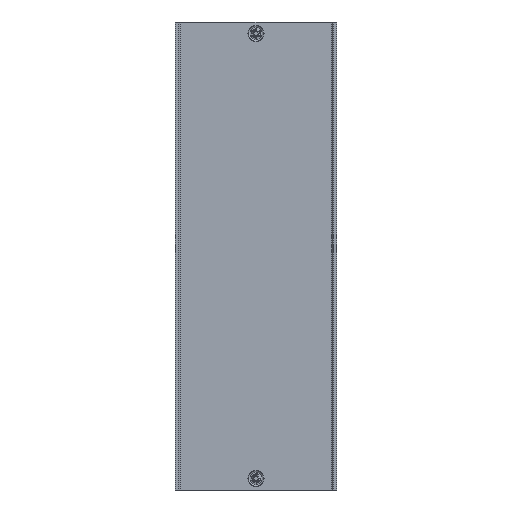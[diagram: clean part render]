
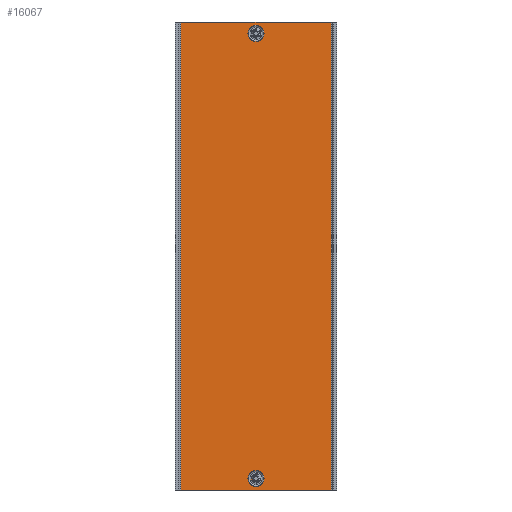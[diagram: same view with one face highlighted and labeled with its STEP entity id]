
A CAD part, front view. The second image highlights one B-rep face of the part: STEP entity #16067.
In plain terms, the highlighted planar face has unit normal (0, -1, 0).
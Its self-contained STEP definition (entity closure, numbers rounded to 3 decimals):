
#4023=DIRECTION('',(0.,0.,-1.));
#4024=VECTOR('',#4023,240.5);
#4025=CARTESIAN_POINT('',(-38.6,-2.3,120.25));
#4026=LINE('',#4025,#4024);
#4027=DIRECTION('',(1.,0.,0.));
#4028=VECTOR('',#4027,77.2);
#4029=CARTESIAN_POINT('',(-38.6,-2.3,120.25));
#4030=LINE('',#4029,#4028);
#4031=DIRECTION('',(0.,0.,1.));
#4032=VECTOR('',#4031,240.5);
#4033=CARTESIAN_POINT('',(38.6,-2.3,-120.25));
#4034=LINE('',#4033,#4032);
#4035=DIRECTION('',(-1.,0.,0.));
#4036=VECTOR('',#4035,77.2);
#4037=CARTESIAN_POINT('',(38.6,-2.3,-120.25));
#4038=LINE('',#4037,#4036);
#4039=CARTESIAN_POINT('',(0.,-2.3,112.6));
#4040=DIRECTION('',(0.,1.,0.));
#4041=DIRECTION('',(1.,0.,0.));
#4042=AXIS2_PLACEMENT_3D('',#4039,#4040,#4041);
#4044=DIRECTION('',(0.,0.,-1.));
#4045=VECTOR('',#4044,3.5);
#4046=CARTESIAN_POINT('',(1.6,-2.3,116.1));
#4047=LINE('',#4046,#4045);
#4048=CARTESIAN_POINT('',(0.,-2.3,116.1));
#4049=DIRECTION('',(0.,1.,0.));
#4050=DIRECTION('',(-1.,0.,0.));
#4051=AXIS2_PLACEMENT_3D('',#4048,#4049,#4050);
#4053=DIRECTION('',(0.,0.,1.));
#4054=VECTOR('',#4053,3.5);
#4055=CARTESIAN_POINT('',(-1.6,-2.3,112.6));
#4056=LINE('',#4055,#4054);
#4057=CARTESIAN_POINT('',(0.,-2.3,-112.6));
#4058=DIRECTION('',(0.,-1.,0.));
#4059=DIRECTION('',(1.,0.,0.));
#4060=AXIS2_PLACEMENT_3D('',#4057,#4058,#4059);
#4062=DIRECTION('',(0.,0.,-1.));
#4063=VECTOR('',#4062,3.5);
#4064=CARTESIAN_POINT('',(-1.6,-2.3,-112.6));
#4065=LINE('',#4064,#4063);
#4066=CARTESIAN_POINT('',(0.,-2.3,-116.1));
#4067=DIRECTION('',(0.,-1.,0.));
#4068=DIRECTION('',(-1.,0.,0.));
#4069=AXIS2_PLACEMENT_3D('',#4066,#4067,#4068);
#4071=DIRECTION('',(0.,0.,1.));
#4072=VECTOR('',#4071,3.5);
#4073=CARTESIAN_POINT('',(1.6,-2.3,-116.1));
#4074=LINE('',#4073,#4072);
#10183=CARTESIAN_POINT('',(38.6,-2.3,-120.25));
#10184=CARTESIAN_POINT('',(38.6,-2.3,120.25));
#10185=VERTEX_POINT('',#10183);
#10186=VERTEX_POINT('',#10184);
#10203=CARTESIAN_POINT('',(-38.6,-2.3,120.25));
#10204=CARTESIAN_POINT('',(-38.6,-2.3,-120.25));
#10205=VERTEX_POINT('',#10203);
#10206=VERTEX_POINT('',#10204);
#10347=CARTESIAN_POINT('',(1.6,-2.3,112.6));
#10348=CARTESIAN_POINT('',(-1.6,-2.3,112.6));
#10349=VERTEX_POINT('',#10347);
#10350=VERTEX_POINT('',#10348);
#10351=CARTESIAN_POINT('',(-1.6,-2.3,116.1));
#10352=VERTEX_POINT('',#10351);
#10353=CARTESIAN_POINT('',(1.6,-2.3,116.1));
#10354=VERTEX_POINT('',#10353);
#10355=CARTESIAN_POINT('',(1.6,-2.3,-112.6));
#10356=CARTESIAN_POINT('',(-1.6,-2.3,-112.6));
#10357=VERTEX_POINT('',#10355);
#10358=VERTEX_POINT('',#10356);
#10359=CARTESIAN_POINT('',(-1.6,-2.3,-116.1));
#10360=VERTEX_POINT('',#10359);
#10361=CARTESIAN_POINT('',(1.6,-2.3,-116.1));
#10362=VERTEX_POINT('',#10361);
#16034=CARTESIAN_POINT('',(0.,-2.3,-120.25));
#16035=DIRECTION('',(0.,-1.,0.));
#16036=DIRECTION('',(1.,0.,0.));
#16037=AXIS2_PLACEMENT_3D('',#16034,#16035,#16036);
#16038=PLANE('',#16037);
#16040=ORIENTED_EDGE('',*,*,#16039,.F.);
#16042=ORIENTED_EDGE('',*,*,#16041,.T.);
#16043=ORIENTED_EDGE('',*,*,#16025,.F.);
#16044=ORIENTED_EDGE('',*,*,#15950,.T.);
#16045=EDGE_LOOP('',(#16040,#16042,#16043,#16044));
#16046=FACE_OUTER_BOUND('',#16045,.F.);
#16048=ORIENTED_EDGE('',*,*,#16047,.F.);
#16050=ORIENTED_EDGE('',*,*,#16049,.F.);
#16052=ORIENTED_EDGE('',*,*,#16051,.F.);
#16054=ORIENTED_EDGE('',*,*,#16053,.F.);
#16055=EDGE_LOOP('',(#16048,#16050,#16052,#16054));
#16056=FACE_BOUND('',#16055,.F.);
#16058=ORIENTED_EDGE('',*,*,#16057,.T.);
#16060=ORIENTED_EDGE('',*,*,#16059,.T.);
#16062=ORIENTED_EDGE('',*,*,#16061,.T.);
#16064=ORIENTED_EDGE('',*,*,#16063,.T.);
#16065=EDGE_LOOP('',(#16058,#16060,#16062,#16064));
#16066=FACE_BOUND('',#16065,.F.);
#16067=ADVANCED_FACE('',(#16046,#16056,#16066),#16038,.T.);
#4043=CIRCLE('',#4042,1.6);
#4052=CIRCLE('',#4051,1.6);
#4061=CIRCLE('',#4060,1.6);
#4070=CIRCLE('',#4069,1.6);
#15950=EDGE_CURVE('',#10185,#10206,#4038,.T.);
#16025=EDGE_CURVE('',#10185,#10186,#4034,.T.);
#16039=EDGE_CURVE('',#10205,#10206,#4026,.T.);
#16041=EDGE_CURVE('',#10205,#10186,#4030,.T.);
#16047=EDGE_CURVE('',#10349,#10350,#4043,.T.);
#16049=EDGE_CURVE('',#10354,#10349,#4047,.T.);
#16051=EDGE_CURVE('',#10352,#10354,#4052,.T.);
#16053=EDGE_CURVE('',#10350,#10352,#4056,.T.);
#16057=EDGE_CURVE('',#10357,#10358,#4061,.T.);
#16059=EDGE_CURVE('',#10358,#10360,#4065,.T.);
#16061=EDGE_CURVE('',#10360,#10362,#4070,.T.);
#16063=EDGE_CURVE('',#10362,#10357,#4074,.T.);
